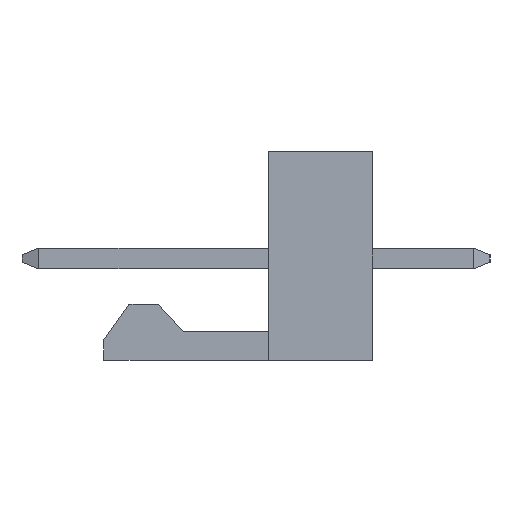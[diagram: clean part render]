
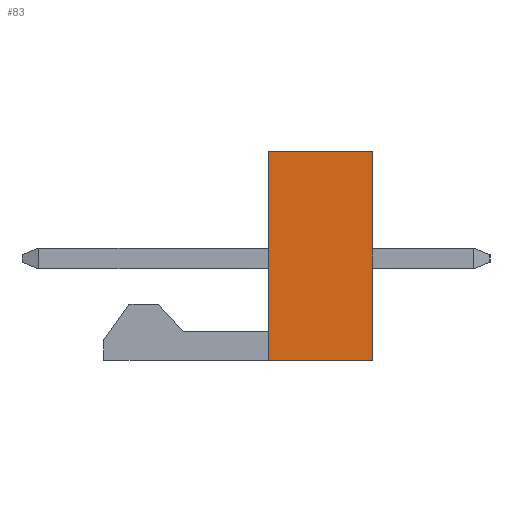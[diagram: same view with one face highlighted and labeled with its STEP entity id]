
A CAD part, left-side view. The second image highlights one B-rep face of the part: STEP entity #83.
In plain terms, the highlighted planar face has unit normal (-1, 0, 0).
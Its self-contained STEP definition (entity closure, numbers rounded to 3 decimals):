
#83=ADVANCED_FACE('',(#479),#480,.F.);
#479=FACE_OUTER_BOUND('',#1269,.T.);
#480=PLANE('',#1270);
#1269=EDGE_LOOP('',(#2059,#2060,#2061,#2062));
#1270=AXIS2_PLACEMENT_3D('',#2063,#2064,#2065);
#2059=ORIENTED_EDGE('',*,*,#4942,.F.);
#2060=ORIENTED_EDGE('',*,*,#4943,.F.);
#2061=ORIENTED_EDGE('',*,*,#4944,.F.);
#2062=ORIENTED_EDGE('',*,*,#4945,.F.);
#2063=CARTESIAN_POINT('',(-18.974,0.0,0.0));
#2064=DIRECTION('',(1.0,0.0,0.0));
#2065=DIRECTION('',(0.0,1.0,0.0));
#4942=EDGE_CURVE('',#5911,#5912,#5913,.T.);
#4943=EDGE_CURVE('',#5914,#5911,#5915,.T.);
#4944=EDGE_CURVE('',#5916,#5914,#5917,.T.);
#4945=EDGE_CURVE('',#5912,#5916,#5918,.T.);
#5911=VERTEX_POINT('',#7336);
#5912=VERTEX_POINT('',#7337);
#5913=LINE('',#7338,#7339);
#5914=VERTEX_POINT('',#7340);
#5915=LINE('',#7341,#7342);
#5916=VERTEX_POINT('',#7343);
#5917=LINE('',#7344,#7345);
#5918=LINE('',#7346,#7347);
#7336=CARTESIAN_POINT('',(-18.974,1.588,-3.099));
#7337=CARTESIAN_POINT('',(-18.974,1.588,3.251));
#7338=CARTESIAN_POINT('',(-18.974,1.588,-3.099));
#7339=VECTOR('',#9640,6.35);
#7340=CARTESIAN_POINT('',(-18.974,-1.588,-3.099));
#7341=CARTESIAN_POINT('',(-18.974,-1.588,-3.099));
#7342=VECTOR('',#9641,3.175);
#7343=CARTESIAN_POINT('',(-18.974,-1.588,3.251));
#7344=CARTESIAN_POINT('',(-18.974,-1.588,3.251));
#7345=VECTOR('',#9642,6.35);
#7346=CARTESIAN_POINT('',(-18.974,1.588,3.251));
#7347=VECTOR('',#9643,3.175);
#9640=DIRECTION('',(0.0,0.0,1.0));
#9641=DIRECTION('',(0.0,1.0,0.0));
#9642=DIRECTION('',(0.0,0.0,-1.0));
#9643=DIRECTION('',(0.0,-1.0,0.0));
